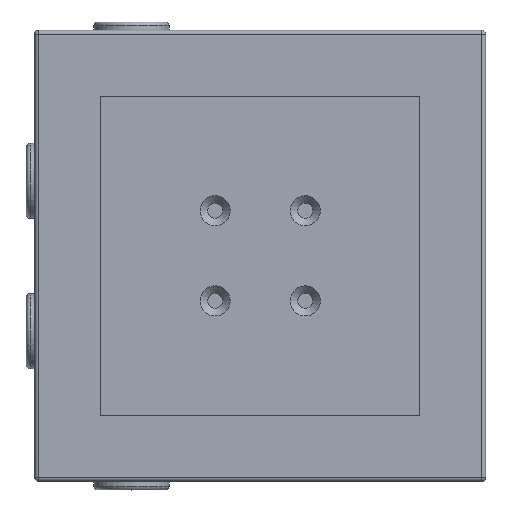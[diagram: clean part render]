
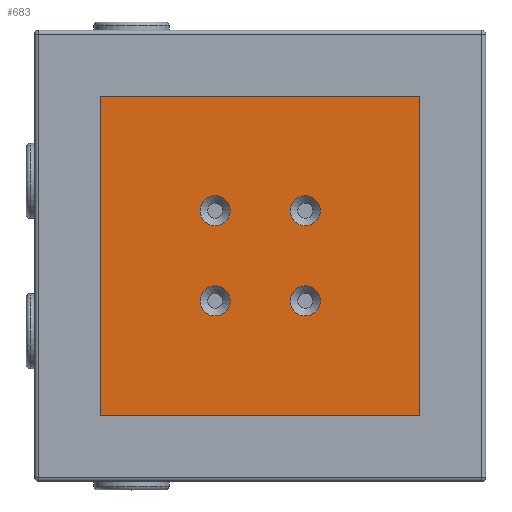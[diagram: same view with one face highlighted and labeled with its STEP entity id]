
A CAD part, top view. The second image highlights one B-rep face of the part: STEP entity #683.
In plain terms, the highlighted planar face has unit normal (0, 0, 1).
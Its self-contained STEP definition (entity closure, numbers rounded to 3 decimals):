
#56=CIRCLE('',#757,4.);
#57=CIRCLE('',#758,4.);
#58=CIRCLE('',#759,4.);
#59=CIRCLE('',#760,4.);
#164=ORIENTED_EDGE('',*,*,#308,.T.);
#165=ORIENTED_EDGE('',*,*,#309,.T.);
#166=ORIENTED_EDGE('',*,*,#310,.T.);
#167=ORIENTED_EDGE('',*,*,#311,.T.);
#168=ORIENTED_EDGE('',*,*,#301,.T.);
#169=ORIENTED_EDGE('',*,*,#304,.T.);
#170=ORIENTED_EDGE('',*,*,#306,.T.);
#171=ORIENTED_EDGE('',*,*,#307,.T.);
#301=EDGE_CURVE('',#377,#376,#437,.T.);
#304=EDGE_CURVE('',#376,#378,#440,.T.);
#306=EDGE_CURVE('',#378,#379,#442,.T.);
#307=EDGE_CURVE('',#379,#377,#443,.T.);
#308=EDGE_CURVE('',#380,#380,#56,.F.);
#309=EDGE_CURVE('',#381,#381,#57,.F.);
#310=EDGE_CURVE('',#382,#382,#58,.F.);
#311=EDGE_CURVE('',#383,#383,#59,.F.);
#376=VERTEX_POINT('',#1149);
#377=VERTEX_POINT('',#1151);
#378=VERTEX_POINT('',#1155);
#379=VERTEX_POINT('',#1159);
#380=VERTEX_POINT('',#1165);
#381=VERTEX_POINT('',#1167);
#382=VERTEX_POINT('',#1169);
#383=VERTEX_POINT('',#1171);
#437=LINE('',#1150,#481);
#440=LINE('',#1156,#484);
#442=LINE('',#1160,#486);
#443=LINE('',#1162,#487);
#481=VECTOR('',#904,1000.);
#484=VECTOR('',#909,1000.);
#486=VECTOR('',#913,1000.);
#487=VECTOR('',#916,1000.);
#509=EDGE_LOOP('',(#164));
#510=EDGE_LOOP('',(#165));
#511=EDGE_LOOP('',(#166));
#512=EDGE_LOOP('',(#167));
#513=EDGE_LOOP('',(#168,#169,#170,#171));
#587=FACE_BOUND('',#509,.T.);
#588=FACE_BOUND('',#510,.T.);
#589=FACE_BOUND('',#511,.T.);
#590=FACE_BOUND('',#512,.T.);
#591=FACE_BOUND('',#513,.T.);
#659=PLANE('',#756);
#683=ADVANCED_FACE('',(#587,#588,#589,#590,#591),#659,.T.);
#756=AXIS2_PLACEMENT_3D('',#1163,#917,#918);
#757=AXIS2_PLACEMENT_3D('',#1164,#919,#920);
#758=AXIS2_PLACEMENT_3D('',#1166,#921,#922);
#759=AXIS2_PLACEMENT_3D('',#1168,#923,#924);
#760=AXIS2_PLACEMENT_3D('',#1170,#925,#926);
#904=DIRECTION('',(0.,1.,0.));
#909=DIRECTION('',(-1.,0.,0.));
#913=DIRECTION('',(0.,-1.,0.));
#916=DIRECTION('',(1.,0.,0.));
#917=DIRECTION('',(0.,0.,1.));
#918=DIRECTION('',(1.,0.,0.));
#919=DIRECTION('',(0.,0.,1.));
#920=DIRECTION('',(1.,0.,0.));
#921=DIRECTION('',(0.,0.,1.));
#922=DIRECTION('',(1.,0.,0.));
#923=DIRECTION('',(0.,0.,1.));
#924=DIRECTION('',(1.,0.,0.));
#925=DIRECTION('',(0.,0.,1.));
#926=DIRECTION('',(1.,0.,0.));
#1149=CARTESIAN_POINT('',(42.5,42.5,55.5));
#1150=CARTESIAN_POINT('',(42.5,-42.5,55.5));
#1151=CARTESIAN_POINT('',(42.5,-42.5,55.5));
#1155=CARTESIAN_POINT('',(-42.5,42.5,55.5));
#1156=CARTESIAN_POINT('',(42.5,42.5,55.5));
#1159=CARTESIAN_POINT('',(-42.5,-42.5,55.5));
#1160=CARTESIAN_POINT('',(-42.5,42.5,55.5));
#1162=CARTESIAN_POINT('',(-42.5,-42.5,55.5));
#1163=CARTESIAN_POINT('',(0.,0.,55.5));
#1164=CARTESIAN_POINT('',(12.,-12.,55.5));
#1165=CARTESIAN_POINT('',(16.,-12.,55.5));
#1166=CARTESIAN_POINT('',(-12.,-12.,55.5));
#1167=CARTESIAN_POINT('',(-8.,-12.,55.5));
#1168=CARTESIAN_POINT('',(12.,12.,55.5));
#1169=CARTESIAN_POINT('',(16.,12.,55.5));
#1170=CARTESIAN_POINT('',(-12.,12.,55.5));
#1171=CARTESIAN_POINT('',(-8.,12.,55.5));
